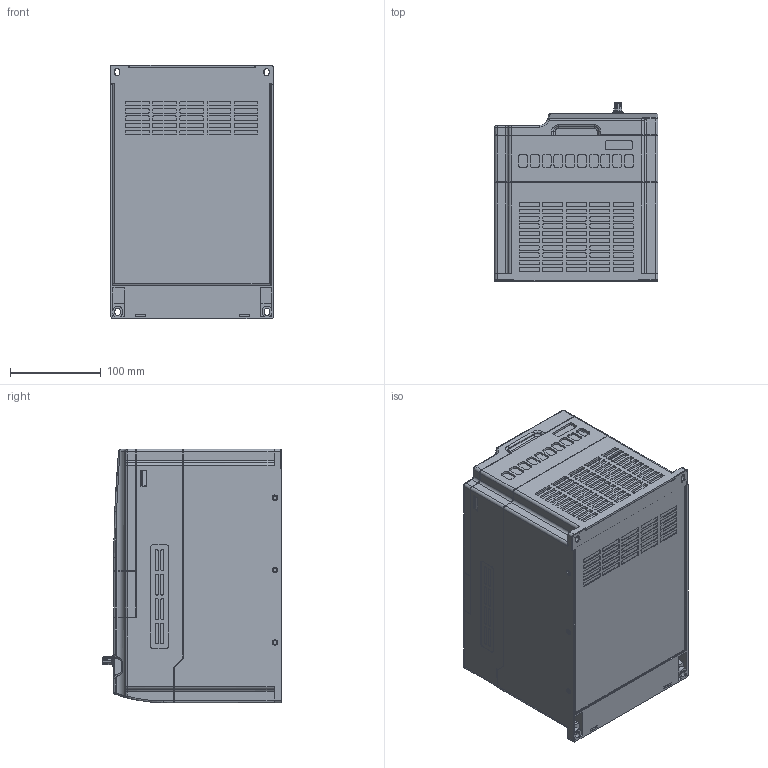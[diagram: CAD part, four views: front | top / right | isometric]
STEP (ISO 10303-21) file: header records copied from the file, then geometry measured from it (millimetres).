
FILE_DESCRIPTION (( 'STEP AP214' ), '1' );
FILE_NAME ('CNT-A310D33V075-11TEZ.STEP', '2026-02-26T08:49:54', ( '' ), ( '' ), 'SwSTEP 2.0', 'SolidWorks 2022', '' );
FILE_SCHEMA (( 'AUTOMOTIVE_DESIGN' ));
Length unit declared in the file: millimetre
Products named in the file (1): CNT-A310D33V075-11TEZ
Bounding box: 180.7 x 197.7 x 280 mm (x, y, z)
Volume: 7822845.5 mm3; surface area: 668479.5 mm2
Topology: 3 solids, 6 shells, 3046 faces, 8339 edges, 5431 vertices
Faces by surface type: plane 1994, cylinder 849, cone 113, torus 50, bspline 25, sphere 15
Entity records: 99409 total; most frequent: CARTESIAN_POINT 21158, ORIENTED_EDGE 16666, DIRECTION 15755, EDGE_CURVE 8333, LINE 5985, VECTOR 5985, VERTEX_POINT 5431, AXIS2_PLACEMENT_3D 4885
